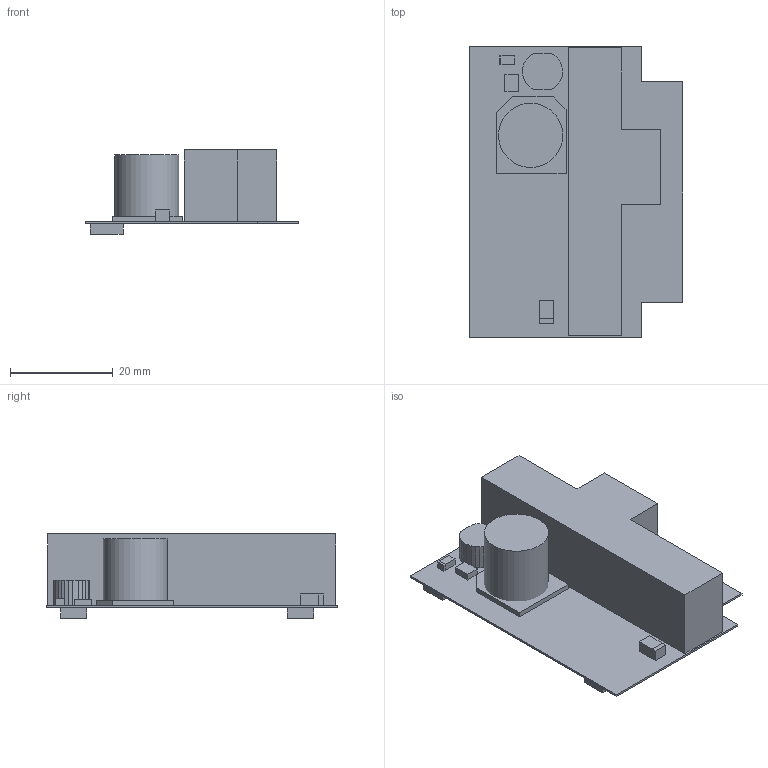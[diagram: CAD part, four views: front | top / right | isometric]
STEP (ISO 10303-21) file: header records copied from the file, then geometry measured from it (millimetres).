
FILE_DESCRIPTION(('Open CASCADE Model'),'2;1');
FILE_NAME('Open CASCADE Shape Model','2014-02-24T15:05:07',('Author'),( 'Open CASCADE'),'Open CASCADE STEP processor 6.2','Open CASCADE 6.2' ,'Unknown');
FILE_SCHEMA(('AUTOMOTIVE_DESIGN { 1 0 10303 214 1 1 1 1 }'));
Length unit declared in the file: millimetre
Products named in the file (30): PCB; Board; C5; 773555632; Extruded; C17; 792998288; Cylinder; 773555888; D1; 773556272; 773556016; D3; 774001984; 773552944; JP3; 773553840; JP7; L2; 773556912; U6; 836142528
Assembly tree (30 placements, depth 4):
  PCB
    Board
    C5
      773555632
        Extruded
    C17
      792998288
        Cylinder
      773555888
        Extruded
    D1
      773556272
        Extruded
      773556016
        Extruded
    D3
      774001984
        Extruded
      773552944
        Extruded
    JP3
      773553840
        Extruded
    JP7
      773553840
        Extruded
    L2
      773556912
        Extruded
    U6
      836142528
        Extruded
Bounding box: 41.5 x 56.72 x 16.4 mm (x, y, z)
Volume: 12809 mm3; surface area: 9795.2 mm2
Topology: 12 solids, 12 shells, 110 faces, 258 edges, 172 vertices
Faces by surface type: plane 99, cylinder 11
Full cylindrical faces by diameter (mm): 0.762 x10, 12.5 x1
Entity records: 6892 total; most frequent: CARTESIAN_POINT 1171, DIRECTION 1006, LINE 692, VECTOR 692, ORIENTED_EDGE 492, PCURVE 492, DEFINITIONAL_REPRESENTATION 492, EDGE_CURVE 246
